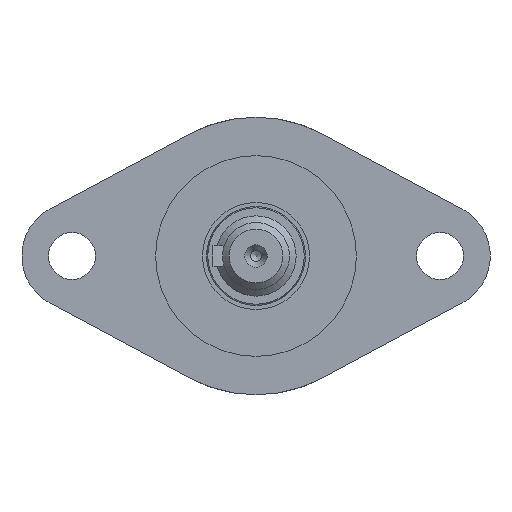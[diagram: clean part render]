
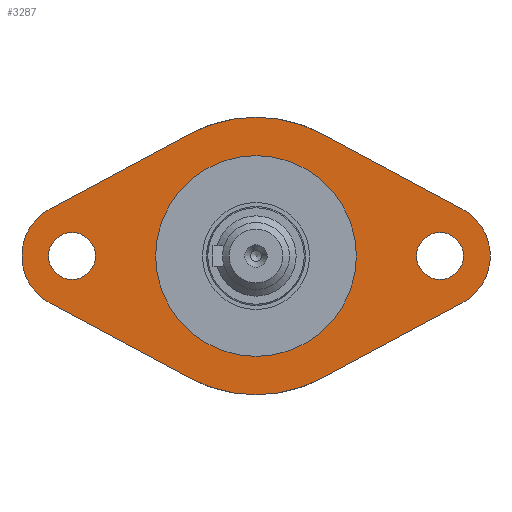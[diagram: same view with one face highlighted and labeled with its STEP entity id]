
A CAD part, left-side view. The second image highlights one B-rep face of the part: STEP entity #3287.
In plain terms, the highlighted planar face has unit normal (-1, 0, 0).
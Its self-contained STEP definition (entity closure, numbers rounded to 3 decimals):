
#517=LINE('',#5467,#787);
#519=LINE('',#5472,#789);
#523=LINE('',#5485,#793);
#528=LINE('',#5498,#798);
#787=VECTOR('',#4366,10.);
#789=VECTOR('',#4370,10.);
#793=VECTOR('',#4382,10.);
#798=VECTOR('',#4395,10.);
#872=FACE_BOUND('',#1240,.T.);
#873=FACE_BOUND('',#1241,.T.);
#874=FACE_BOUND('',#1242,.T.);
#1040=FACE_OUTER_BOUND('',#1239,.T.);
#1239=EDGE_LOOP('',(#2904,#2905,#2906,#2907,#2908,#2909,#2910,#2911));
#1240=EDGE_LOOP('',(#2912));
#1241=EDGE_LOOP('',(#2913));
#1242=EDGE_LOOP('',(#2914));
#1360=CIRCLE('',#3570,3.5);
#1362=CIRCLE('',#3573,3.5);
#1364=CIRCLE('',#3576,8.);
#1368=CIRCLE('',#3585,8.);
#1370=CIRCLE('',#3590,15.);
#1372=CIRCLE('',#3593,20.75);
#1373=CIRCLE('',#3594,20.75);
#1627=VERTEX_POINT('',#5444);
#1629=VERTEX_POINT('',#5450);
#1632=VERTEX_POINT('',#5457);
#1633=VERTEX_POINT('',#5459);
#1635=VERTEX_POINT('',#5465);
#1637=VERTEX_POINT('',#5471);
#1641=VERTEX_POINT('',#5482);
#1642=VERTEX_POINT('',#5484);
#1644=VERTEX_POINT('',#5490);
#1646=VERTEX_POINT('',#5496);
#1647=VERTEX_POINT('',#5502);
#2046=EDGE_CURVE('',#1627,#1627,#1360,.T.);
#2049=EDGE_CURVE('',#1629,#1629,#1362,.T.);
#2052=EDGE_CURVE('',#1632,#1633,#1364,.T.);
#2056=EDGE_CURVE('',#1635,#1632,#517,.T.);
#2058=EDGE_CURVE('',#1633,#1637,#519,.T.);
#2064=EDGE_CURVE('',#1642,#1641,#523,.T.);
#2068=EDGE_CURVE('',#1641,#1644,#1368,.T.);
#2071=EDGE_CURVE('',#1644,#1646,#528,.T.);
#2073=EDGE_CURVE('',#1647,#1647,#1370,.T.);
#2076=EDGE_CURVE('',#1637,#1646,#1372,.T.);
#2077=EDGE_CURVE('',#1642,#1635,#1373,.T.);
#2904=ORIENTED_EDGE('',*,*,#2076,.F.);
#2905=ORIENTED_EDGE('',*,*,#2058,.F.);
#2906=ORIENTED_EDGE('',*,*,#2052,.F.);
#2907=ORIENTED_EDGE('',*,*,#2056,.F.);
#2908=ORIENTED_EDGE('',*,*,#2077,.F.);
#2909=ORIENTED_EDGE('',*,*,#2064,.T.);
#2910=ORIENTED_EDGE('',*,*,#2068,.T.);
#2911=ORIENTED_EDGE('',*,*,#2071,.T.);
#2912=ORIENTED_EDGE('',*,*,#2046,.T.);
#2913=ORIENTED_EDGE('',*,*,#2049,.T.);
#2914=ORIENTED_EDGE('',*,*,#2073,.T.);
#3116=PLANE('',#3592);
#3287=ADVANCED_FACE('',(#1040,#872,#873,#874),#3116,.T.);
#3570=AXIS2_PLACEMENT_3D('',#5446,#4345,#4346);
#3573=AXIS2_PLACEMENT_3D('',#5452,#4352,#4353);
#3576=AXIS2_PLACEMENT_3D('',#5460,#4359,#4360);
#3585=AXIS2_PLACEMENT_3D('',#5492,#4389,#4390);
#3590=AXIS2_PLACEMENT_3D('',#5503,#4402,#4403);
#3592=AXIS2_PLACEMENT_3D('',#5507,#4407,#4408);
#3593=AXIS2_PLACEMENT_3D('',#5508,#4409,#4410);
#3594=AXIS2_PLACEMENT_3D('',#5509,#4411,#4412);
#4345=DIRECTION('center_axis',(1.,0.,0.));
#4346=DIRECTION('ref_axis',(0.,0.,
1.));
#4352=DIRECTION('center_axis',(1.,0.,0.));
#4353=DIRECTION('ref_axis',(0.,0.,
1.));
#4359=DIRECTION('center_axis',(1.,0.,0.));
#4360=DIRECTION('ref_axis',(0.,-0.472,-0.881));
#4366=DIRECTION('',(0.,0.881,0.472));
#4370=DIRECTION('',(0.,-0.881,0.472));
#4382=DIRECTION('',(0.,-0.881,0.472));
#4389=DIRECTION('center_axis',(-1.,0.,0.));
#4390=DIRECTION('ref_axis',(0.,-0.472,-0.881));
#4395=DIRECTION('',(0.,0.881,0.472));
#4402=DIRECTION('center_axis',(1.,0.,0.));
#4403=DIRECTION('ref_axis',(0.,-1.,0.));
#4407=DIRECTION('center_axis',(-1.,0.,0.));
#4408=DIRECTION('ref_axis',(0.,0.,
-1.));
#4409=DIRECTION('center_axis',(1.,0.,0.));
#4410=DIRECTION('ref_axis',(0.,-1.,0.));
#4411=DIRECTION('center_axis',(1.,0.,0.));
#4412=DIRECTION('ref_axis',(0.,-1.,0.));
#5444=CARTESIAN_POINT('',(-179.7,-27.5,-3.5));
#5446=CARTESIAN_POINT('Origin',(-179.7,-27.5,0.));
#5450=CARTESIAN_POINT('',(-179.7,27.5,-3.5));
#5452=CARTESIAN_POINT('Origin',(-179.7,27.5,0.));
#5457=CARTESIAN_POINT('',(-179.7,30.778,-7.052));
#5459=CARTESIAN_POINT('',(-179.7,30.778,7.052));
#5460=CARTESIAN_POINT('Origin',(-179.7,27.,0.));
#5465=CARTESIAN_POINT('',(-179.7,9.799,-18.291));
#5467=CARTESIAN_POINT('',(-179.7,9.799,-18.291));
#5471=CARTESIAN_POINT('',(-179.7,9.799,18.291));
#5472=CARTESIAN_POINT('',(-179.7,30.778,7.052));
#5482=CARTESIAN_POINT('',(-179.7,-30.778,-7.052));
#5484=CARTESIAN_POINT('',(-179.7,-9.799,-18.291));
#5485=CARTESIAN_POINT('',(-179.7,-9.799,-18.291));
#5490=CARTESIAN_POINT('',(-179.7,-30.778,7.052));
#5492=CARTESIAN_POINT('Origin',(-179.7,-27.,0.));
#5496=CARTESIAN_POINT('',(-179.7,-9.799,18.291));
#5498=CARTESIAN_POINT('',(-179.7,-30.778,7.052));
#5502=CARTESIAN_POINT('',(-179.7,15.,0.));
#5503=CARTESIAN_POINT('Origin',(-179.7,0.,
0.));
#5507=CARTESIAN_POINT('Origin',(-179.7,-17.875,0.));
#5508=CARTESIAN_POINT('Origin',(-179.7,0.,
0.));
#5509=CARTESIAN_POINT('Origin',(-179.7,0.,
0.));
